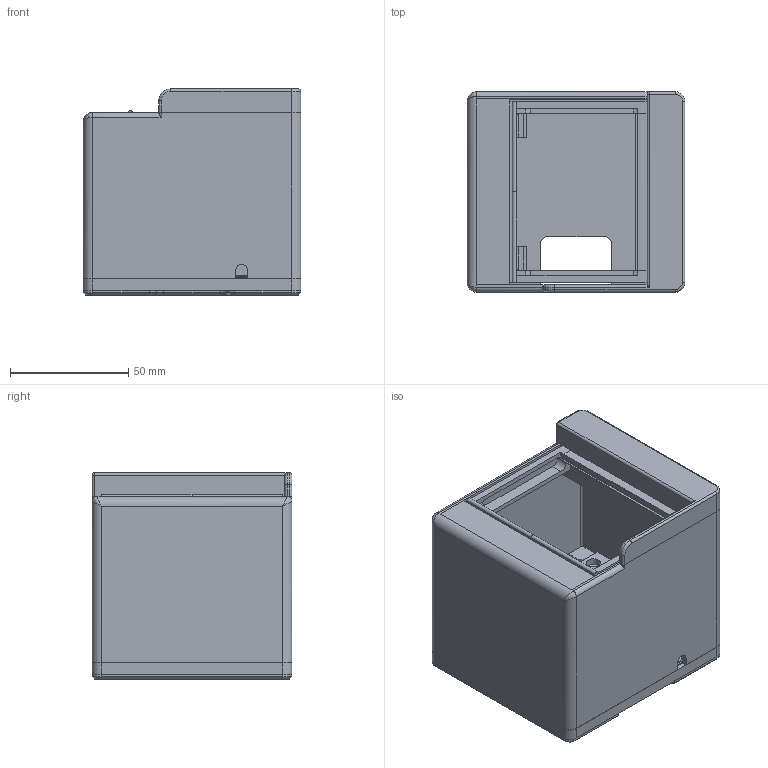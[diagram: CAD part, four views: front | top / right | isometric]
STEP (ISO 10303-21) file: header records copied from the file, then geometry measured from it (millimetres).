
FILE_DESCRIPTION(('FreeCAD Model'),'2;1');
FILE_NAME('Open CASCADE Shape Model','2023-02-01T15:13:41',(''),(''), 'Open CASCADE STEP processor 7.6','FreeCAD','Unknown');
FILE_SCHEMA(('AUTOMOTIVE_DESIGN { 1 0 10303 214 1 1 1 1 }'));
Length unit declared in the file: millimetre
Products named in the file (7): mk1; Shell; Body003; TopSurface; Body002; Slice.0; Slice.2
Assembly tree (6 placements, depth 3):
  mk1
    Shell
      Body003
    TopSurface
      Body002
    Slice.0
    Slice.2
Bounding box: 92 x 84.49 x 87.11 mm (x, y, z)
Volume: 169087 mm3; surface area: 98700.2 mm2
Topology: 4 solids, 4 shells, 426 faces, 1060 edges, 649 vertices
Faces by surface type: plane 275, cylinder 121, cone 16, torus 8, sphere 4, bspline 2
Full cylindrical faces by diameter (mm): 3 x10, 4 x8, 6 x8
Entity records: 27708 total; most frequent: CARTESIAN_POINT 5844, DIRECTION 4213, LINE 2624, VECTOR 2624, ORIENTED_EDGE 2114, PCURVE 2114, DEFINITIONAL_REPRESENTATION 2114, EDGE_CURVE 1057
